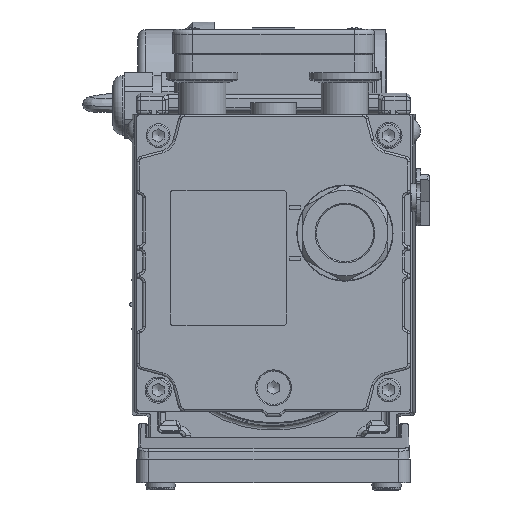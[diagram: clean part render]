
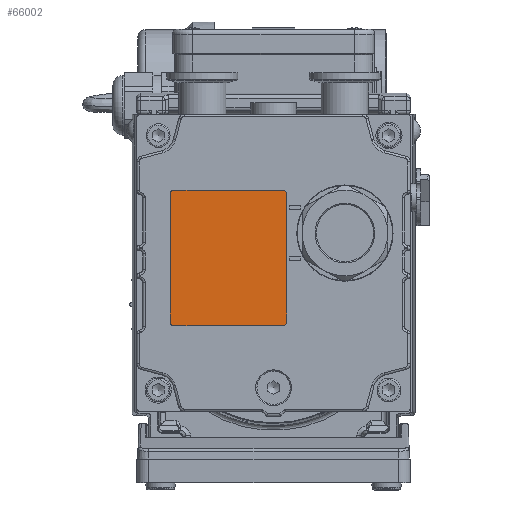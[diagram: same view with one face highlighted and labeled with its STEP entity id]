
A CAD part, front view. The second image highlights one B-rep face of the part: STEP entity #66002.
In plain terms, the highlighted planar face has unit normal (0, -1, 0).
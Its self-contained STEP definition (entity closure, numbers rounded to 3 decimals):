
#65796=CARTESIAN_POINT('',(5.5,-114.7,-7.4));
#65797=VERTEX_POINT('',#65796);
#65798=CARTESIAN_POINT('',(5.5,-114.7,46.4));
#65799=VERTEX_POINT('',#65798);
#65800=CARTESIAN_POINT('',(5.5,-114.7,-7.4));
#65801=DIRECTION('',(0.0,0.0,1.0));
#65802=VECTOR('',#65801,53.8);
#65803=LINE('',#65800,#65802);
#65804=EDGE_CURVE('',#65797,#65799,#65803,.T.);
#65827=CARTESIAN_POINT('',(3.9,-114.7,48.));
#65828=VERTEX_POINT('',#65827);
#65829=CARTESIAN_POINT('',(3.9,-114.7,46.4));
#65830=DIRECTION('',(0.0,-1.0,0.0));
#65831=DIRECTION('',(-1.0,0.0,0.0));
#65832=AXIS2_PLACEMENT_3D('',#65829,#65830,#65831);
#65833=CIRCLE('',#65832,1.6);
#65834=EDGE_CURVE('',#65799,#65828,#65833,.T.);
#65852=CARTESIAN_POINT('',(-41.9,-114.7,48.));
#65853=VERTEX_POINT('',#65852);
#65854=CARTESIAN_POINT('',(3.9,-114.7,48.));
#65855=DIRECTION('',(-1.0,0.0,0.0));
#65856=VECTOR('',#65855,45.8);
#65857=LINE('',#65854,#65856);
#65858=EDGE_CURVE('',#65828,#65853,#65857,.T.);
#65876=CARTESIAN_POINT('',(-43.5,-114.7,46.4));
#65877=VERTEX_POINT('',#65876);
#65878=CARTESIAN_POINT('',(-41.9,-114.7,46.4));
#65879=DIRECTION('',(0.0,-1.0,0.0));
#65880=DIRECTION('',(0.0,0.0,-1.0));
#65881=AXIS2_PLACEMENT_3D('',#65878,#65879,#65880);
#65882=CIRCLE('',#65881,1.6);
#65883=EDGE_CURVE('',#65853,#65877,#65882,.T.);
#65901=CARTESIAN_POINT('',(-43.5,-114.7,-7.4));
#65902=VERTEX_POINT('',#65901);
#65903=CARTESIAN_POINT('',(-43.5,-114.7,46.4));
#65904=DIRECTION('',(0.0,0.0,-1.0));
#65905=VECTOR('',#65904,53.8);
#65906=LINE('',#65903,#65905);
#65907=EDGE_CURVE('',#65877,#65902,#65906,.T.);
#65925=CARTESIAN_POINT('',(-41.9,-114.7,-9.));
#65926=VERTEX_POINT('',#65925);
#65927=CARTESIAN_POINT('',(-41.9,-114.7,-7.4));
#65928=DIRECTION('',(0.0,-1.0,0.0));
#65929=DIRECTION('',(1.0,0.0,0.0));
#65930=AXIS2_PLACEMENT_3D('',#65927,#65928,#65929);
#65931=CIRCLE('',#65930,1.6);
#65932=EDGE_CURVE('',#65902,#65926,#65931,.T.);
#65950=CARTESIAN_POINT('',(3.9,-114.7,-9.));
#65951=VERTEX_POINT('',#65950);
#65952=CARTESIAN_POINT('',(-41.9,-114.7,-9.));
#65953=DIRECTION('',(1.0,0.0,0.0));
#65954=VECTOR('',#65953,45.8);
#65955=LINE('',#65952,#65954);
#65956=EDGE_CURVE('',#65926,#65951,#65955,.T.);
#65974=CARTESIAN_POINT('',(3.9,-114.7,-7.4));
#65975=DIRECTION('',(0.0,-1.0,0.0));
#65976=DIRECTION('',(0.0,0.0,1.0));
#65977=AXIS2_PLACEMENT_3D('',#65974,#65975,#65976);
#65978=CIRCLE('',#65977,1.6);
#65979=EDGE_CURVE('',#65951,#65797,#65978,.T.);
#65987=CARTESIAN_POINT('',(-19.,-114.7,19.5));
#65988=DIRECTION('',(0.0,-1.0,0.0));
#65989=DIRECTION('',(0.0,0.0,1.0));
#65990=AXIS2_PLACEMENT_3D('',#65987,#65988,#65989);
#65991=PLANE('',#65990);
#65992=ORIENTED_EDGE('',*,*,#65804,.T.);
#65993=ORIENTED_EDGE('',*,*,#65834,.T.);
#65994=ORIENTED_EDGE('',*,*,#65858,.T.);
#65995=ORIENTED_EDGE('',*,*,#65883,.T.);
#65996=ORIENTED_EDGE('',*,*,#65907,.T.);
#65997=ORIENTED_EDGE('',*,*,#65932,.T.);
#65998=ORIENTED_EDGE('',*,*,#65956,.T.);
#65999=ORIENTED_EDGE('',*,*,#65979,.T.);
#66000=EDGE_LOOP('',(#65992,#65993,#65994,#65995,#65996,#65997,#65998,#65999));
#66001=FACE_OUTER_BOUND('',#66000,.T.);
#66002=ADVANCED_FACE('',(#66001),#65991,.T.);
